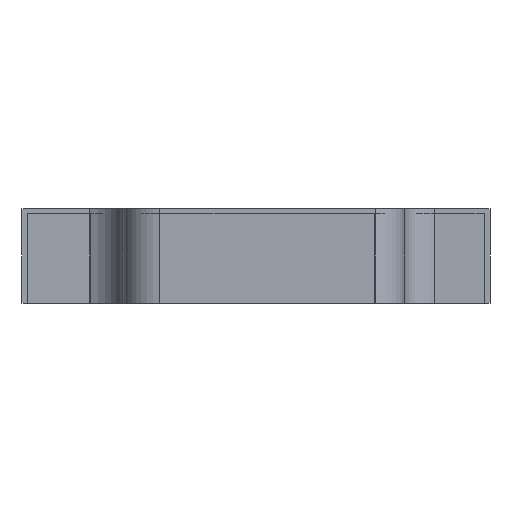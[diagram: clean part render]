
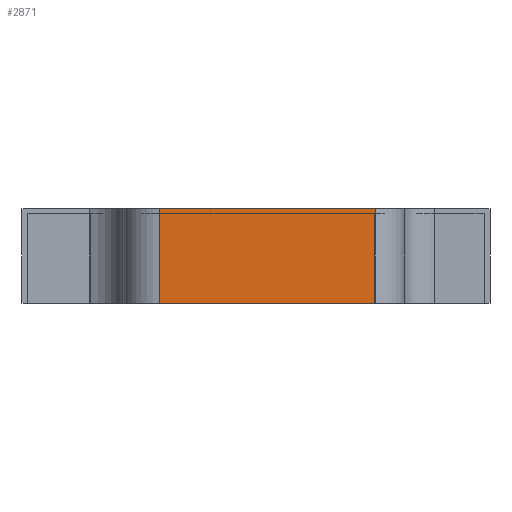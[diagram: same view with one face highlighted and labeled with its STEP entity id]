
A CAD part, left-side view. The second image highlights one B-rep face of the part: STEP entity #2871.
In plain terms, the highlighted planar face has unit normal (-1, 0, 0).
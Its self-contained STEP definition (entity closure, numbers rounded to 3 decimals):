
#302 = VECTOR ( 'NONE', #1364, 1000. ) ;
#321 = ORIENTED_EDGE ( 'NONE', *, *, #6936, .F. ) ;
#555 = DIRECTION ( 'NONE',  ( 0., 0., -1. ) ) ;
#1364 = DIRECTION ( 'NONE',  ( 0., 0., -1. ) ) ;
#1491 = VERTEX_POINT ( 'NONE', #5971 ) ;
#1779 = CARTESIAN_POINT ( 'NONE',  ( -156.227, 22.5, -10. ) ) ;
#2871 = ADVANCED_FACE ( 'NONE', ( #3805 ), #4488, .F. ) ;
#3147 = DIRECTION ( 'NONE',  ( 0., 0., -1. ) ) ;
#3748 = DIRECTION ( 'NONE',  ( 0., -1., 0. ) ) ;
#3769 = CARTESIAN_POINT ( 'NONE',  ( -156.227, -23.016, 10. ) ) ;
#3805 = FACE_OUTER_BOUND ( 'NONE', #6885, .T. ) ;
#3816 = CARTESIAN_POINT ( 'NONE',  ( -156.227, -23.016, 10. ) ) ;
#3905 = DIRECTION ( 'NONE',  ( 0., -1., 0. ) ) ;
#3925 = EDGE_CURVE ( 'NONE', #1491, #6333, #5058, .T. ) ;
#4359 = ORIENTED_EDGE ( 'NONE', *, *, #4640, .T. ) ;
#4385 = LINE ( 'NONE', #8134, #7672 ) ;
#4433 = ORIENTED_EDGE ( 'NONE', *, *, #7596, .T. ) ;
#4488 = PLANE ( 'NONE',  #7376 ) ;
#4546 = CARTESIAN_POINT ( 'NONE',  ( -156.227, -23.016, 10. ) ) ;
#4640 = EDGE_CURVE ( 'NONE', #6191, #6498, #4385, .T. ) ;
#5058 = LINE ( 'NONE', #3816, #5647 ) ;
#5183 = LINE ( 'NONE', #4546, #302 ) ;
#5397 = CARTESIAN_POINT ( 'NONE',  ( -156.227, -23.016, -10. ) ) ;
#5536 = LINE ( 'NONE', #5739, #6121 ) ;
#5647 = VECTOR ( 'NONE', #3905, 1000. ) ;
#5739 = CARTESIAN_POINT ( 'NONE',  ( -156.227, 22.5, 10. ) ) ;
#5971 = CARTESIAN_POINT ( 'NONE',  ( -156.227, 22.5, 10. ) ) ;
#6121 = VECTOR ( 'NONE', #3147, 1000. ) ;
#6191 = VERTEX_POINT ( 'NONE', #1779 ) ;
#6333 = VERTEX_POINT ( 'NONE', #6511 ) ;
#6498 = VERTEX_POINT ( 'NONE', #5397 ) ;
#6511 = CARTESIAN_POINT ( 'NONE',  ( -156.227, -23.016, 10. ) ) ;
#6885 = EDGE_LOOP ( 'NONE', ( #4359, #321, #8252, #4433 ) ) ;
#6936 = EDGE_CURVE ( 'NONE', #6333, #6498, #5183, .T. ) ;
#7376 = AXIS2_PLACEMENT_3D ( 'NONE', #3769, #7613, #555 ) ;
#7596 = EDGE_CURVE ( 'NONE', #1491, #6191, #5536, .T. ) ;
#7613 = DIRECTION ( 'NONE',  ( 1., 0., 0. ) ) ;
#7672 = VECTOR ( 'NONE', #3748, 1000. ) ;
#8134 = CARTESIAN_POINT ( 'NONE',  ( -156.227, -23.016, -10. ) ) ;
#8252 = ORIENTED_EDGE ( 'NONE', *, *, #3925, .F. ) ;
